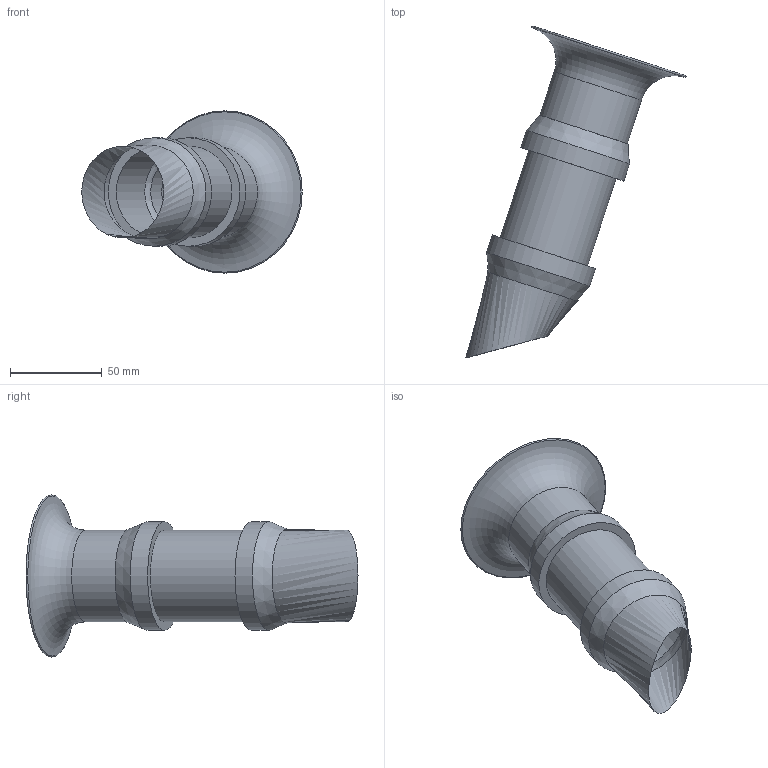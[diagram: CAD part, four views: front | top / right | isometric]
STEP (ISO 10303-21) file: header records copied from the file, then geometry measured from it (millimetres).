
FILE_DESCRIPTION((''),'2;1');
FILE_NAME('Stutzen_flicken.stp','2012-09-26T10:58:00',('Walter'),(''),'Autodesk Inventor 2013','Autodesk Inventor 2013','');
FILE_SCHEMA(('AUTOMOTIVE_DESIGN { 1 0 10303 214 1 1 1 1 }'));
Length unit declared in the file: millimetre
Products named in the file (1): ducati_916_engine
Bounding box: 120.01 x 180.77 x 88.41 mm (x, y, z)
Surface area: 45186.2 mm2 (no closed solid volume)
Topology: 0 solids, 1 shells, 17 faces, 36 edges, 23 vertices
Faces by surface type: cylinder 6, plane 4, cone 3, torus 3, bspline 1
Full cylindrical faces by diameter (mm): 43.132 x1, 46 x1, 50 x2, 59.132 x2
Entity records: 448 total; most frequent: CARTESIAN_POINT 82, DIRECTION 76, ORIENTED_EDGE 42, AXIS2_PLACEMENT_3D 38, EDGE_LOOP 33, EDGE_CURVE 22, VERTEX_POINT 21, CIRCLE 20
